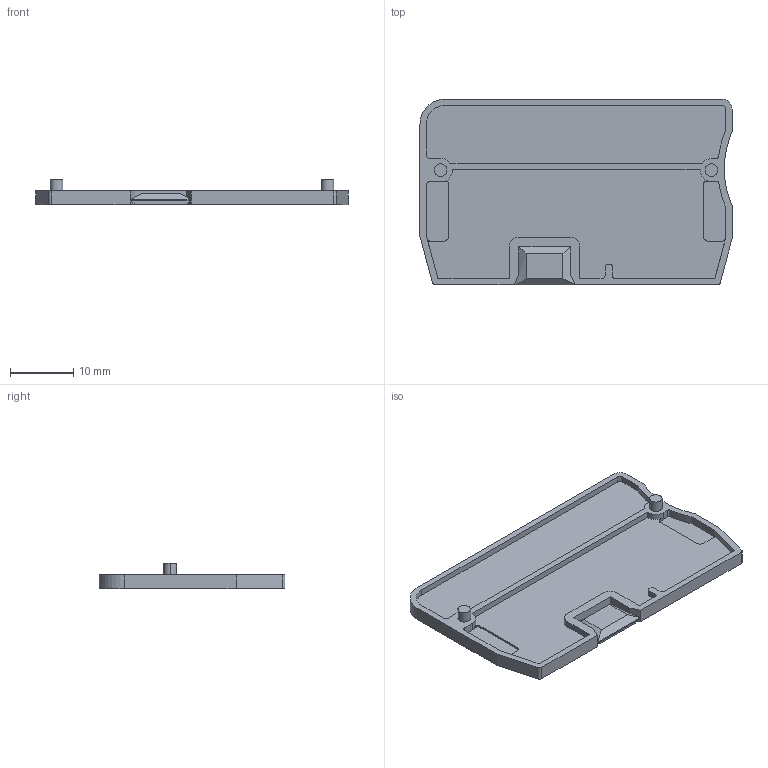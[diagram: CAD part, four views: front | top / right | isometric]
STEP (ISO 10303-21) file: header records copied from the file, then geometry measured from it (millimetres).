
FILE_DESCRIPTION (( 'STEP AP214' ), '1' );
FILE_NAME ('P6-2.5.STEP', '2024-04-15T00:31:21', ( 'Windows User' ), ( 'P R C' ), 'SwSTEP 2.0', 'SolidWorks 2018', '' );
FILE_SCHEMA (( 'AUTOMOTIVE_DESIGN' ));
Length unit declared in the file: millimetre
Products named in the file (1): P6-2.5
Bounding box: 49.2 x 29.3 x 4 mm (x, y, z)
Volume: 1865.2 mm3; surface area: 3506.9 mm2
Topology: 1 solids, 1 shells, 114 faces, 304 edges, 199 vertices
Faces by surface type: plane 70, cylinder 42, bspline 2
Entity records: 3606 total; most frequent: CARTESIAN_POINT 662, DIRECTION 610, ORIENTED_EDGE 608, EDGE_CURVE 304, LINE 212, VECTOR 212, VERTEX_POINT 199, AXIS2_PLACEMENT_3D 199
